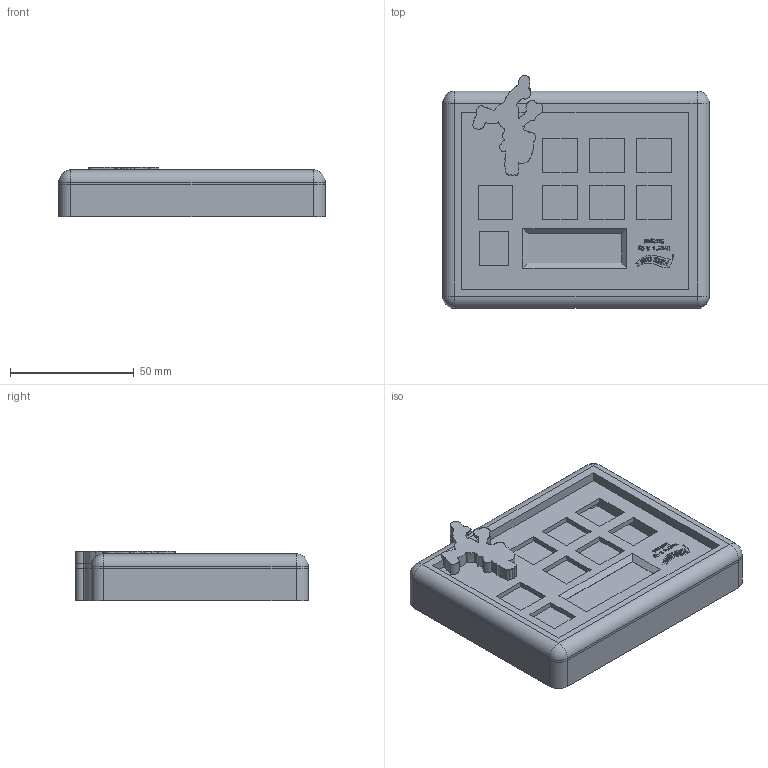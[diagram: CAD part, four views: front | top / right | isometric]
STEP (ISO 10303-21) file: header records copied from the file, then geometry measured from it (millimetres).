
FILE_DESCRIPTION(/* description */ (''),/* implementation_level */ '2;1');
FILE_NAME(/* name */ 'Hackpad Full Model.step',/* time_stamp */ '2025-02-19T09:13:41+11:00',/* author */ (''),/* organization */ (''),/* preprocessor_version */ 'ST-DEVELOPER v20',/* originating_system */ 'Autodesk Translation Framework v13.20.0.188',/* authorisation */ '');
FILE_SCHEMA (('AUTOMOTIVE_DESIGN { 1 0 10303 214 3 1 1 }'));
Length unit declared in the file: millimetre
Products named in the file (2): Hackpad; Hackpad Case
Assembly tree (1 placements, depth 2):
  Hackpad
    Hackpad Case
Bounding box: 108 x 94.28 x 20.1 mm (x, y, z)
Volume: 95649.6 mm3; surface area: 62417.6 mm2
Topology: 3 solids, 3 shells, 612 faces, 1655 edges, 1095 vertices
Faces by surface type: bspline 300, plane 271, cylinder 37, sphere 4
Full cylindrical faces by diameter (mm): 3.4 x12, 4.7 x11
Entity records: 23949 total; most frequent: CARTESIAN_POINT 10723, ORIENTED_EDGE 3310, DIRECTION 1735, EDGE_CURVE 1655, VERTEX_POINT 1095, LINE 961, VECTOR 961, EDGE_LOOP 702
